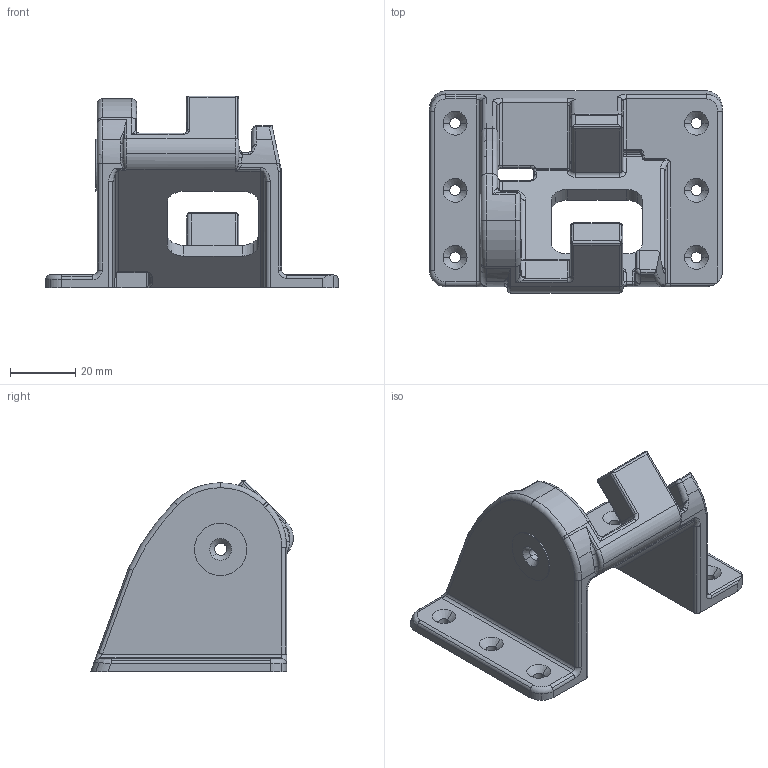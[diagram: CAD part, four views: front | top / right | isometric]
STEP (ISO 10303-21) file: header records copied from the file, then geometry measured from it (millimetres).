
FILE_DESCRIPTION(('STEP AP214'),'1');
FILE_NAME('Hinge.stp','2022-08-06T14:25:30',(' '),(' '),'Spatial InterOp 3D',' ',' ');
FILE_SCHEMA(('AUTOMOTIVE_DESIGN { 1 0 10303 214 1 1 1 1 }'));
Length unit declared in the file: metre
Products named in the file (1): Hinge
Bounding box: 89.59 x 61.91 x 58.6 mm (x, y, z)
Volume: 52675.7 mm3; surface area: 21390.1 mm2
Topology: 1 solids, 1 shells, 359 faces, 920 edges, 547 vertices
Faces by surface type: cylinder 210, bspline 47, plane 45, torus 27, cone 20, sphere 10
Entity records: 35237 total; most frequent: CARTESIAN_POINT 26675, DIRECTION 1820, ORIENTED_EDGE 1804, EDGE_CURVE 902, AXIS2_PLACEMENT_3D 738, VERTEX_POINT 547, EDGE_LOOP 379, ADVANCED_FACE 359
